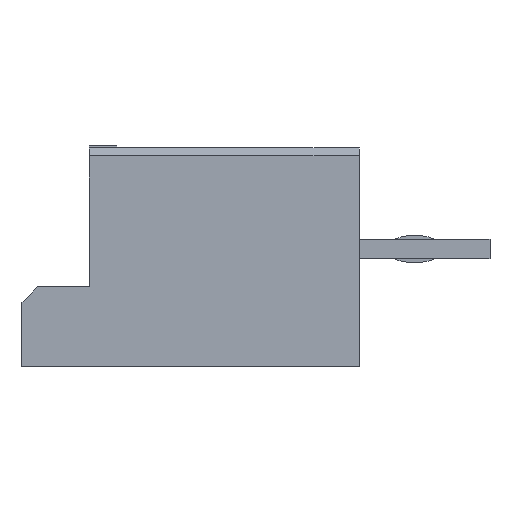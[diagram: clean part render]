
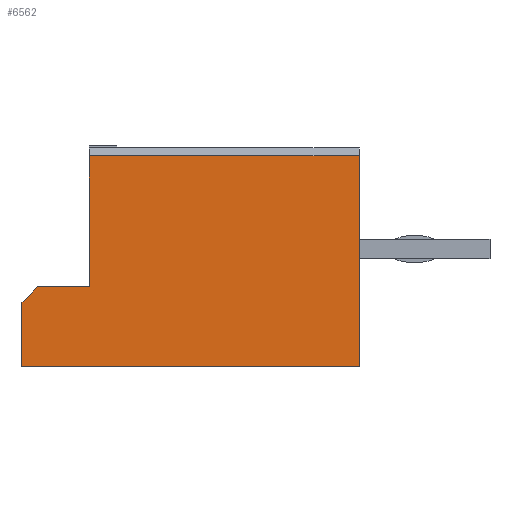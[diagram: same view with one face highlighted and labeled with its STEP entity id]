
A CAD part, left-side view. The second image highlights one B-rep face of the part: STEP entity #6562.
In plain terms, the highlighted planar face has unit normal (-1, 0, 0).
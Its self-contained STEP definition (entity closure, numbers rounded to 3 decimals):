
#45=DIRECTION('',(0.,-1.,0.));
#46=VECTOR('',#45,8.5);
#47=CARTESIAN_POINT('',(-7.15,4.25,-2.75));
#48=LINE('',#47,#46);
#333=DIRECTION('',(0.,0.,1.));
#334=VECTOR('',#333,5.3);
#335=CARTESIAN_POINT('',(-7.15,-4.25,-2.75));
#336=LINE('',#335,#334);
#2237=DIRECTION('',(0.,0.,-1.));
#2238=VECTOR('',#2237,3.3);
#2239=CARTESIAN_POINT('',(-7.15,2.55,2.55));
#2240=LINE('',#2239,#2238);
#2241=DIRECTION('',(0.,0.,1.));
#2242=VECTOR('',#2241,1.6);
#2243=CARTESIAN_POINT('',(-7.15,4.25,-2.75));
#2244=LINE('',#2243,#2242);
#2245=DIRECTION('',(0.,0.707,-0.707));
#2246=VECTOR('',#2245,0.566);
#2247=CARTESIAN_POINT('',(-7.15,3.85,-0.75));
#2248=LINE('',#2247,#2246);
#2249=DIRECTION('',(0.,1.,0.));
#2250=VECTOR('',#2249,1.3);
#2251=CARTESIAN_POINT('',(-7.15,2.55,-0.75));
#2252=LINE('',#2251,#2250);
#2261=DIRECTION('',(0.,-1.,0.));
#2262=VECTOR('',#2261,6.8);
#2263=CARTESIAN_POINT('',(-7.15,2.55,2.55));
#2264=LINE('',#2263,#2262);
#2401=CARTESIAN_POINT('',(-7.15,4.25,-2.75));
#2402=CARTESIAN_POINT('',(-7.15,-4.25,-2.75));
#2403=VERTEX_POINT('',#2401);
#2404=VERTEX_POINT('',#2402);
#2409=CARTESIAN_POINT('',(-7.15,2.55,-0.75));
#2410=CARTESIAN_POINT('',(-7.15,3.85,-0.75));
#2411=VERTEX_POINT('',#2409);
#2412=VERTEX_POINT('',#2410);
#2417=CARTESIAN_POINT('',(-7.15,4.25,-1.15));
#2418=VERTEX_POINT('',#2417);
#2449=CARTESIAN_POINT('',(-7.15,2.55,2.55));
#2450=CARTESIAN_POINT('',(-7.15,-4.25,2.55));
#2451=VERTEX_POINT('',#2449);
#2452=VERTEX_POINT('',#2450);
#6547=CARTESIAN_POINT('',(-7.15,4.25,-2.75));
#6548=DIRECTION('',(-1.,0.,0.));
#6549=DIRECTION('',(0.,-1.,0.));
#6550=AXIS2_PLACEMENT_3D('',#6547,#6548,#6549);
#6551=PLANE('',#6550);
#6552=ORIENTED_EDGE('',*,*,#3383,.F.);
#6554=ORIENTED_EDGE('',*,*,#6553,.T.);
#6555=ORIENTED_EDGE('',*,*,#3584,.F.);
#6556=ORIENTED_EDGE('',*,*,#3200,.F.);
#6557=ORIENTED_EDGE('',*,*,#6135,.T.);
#6558=ORIENTED_EDGE('',*,*,#6098,.F.);
#6559=ORIENTED_EDGE('',*,*,#6053,.F.);
#6560=EDGE_LOOP('',(#6552,#6554,#6555,#6556,#6557,#6558,#6559));
#6561=FACE_OUTER_BOUND('',#6560,.F.);
#6562=ADVANCED_FACE('',(#6561),#6551,.T.);
#3200=EDGE_CURVE('',#2403,#2404,#48,.T.);
#3383=EDGE_CURVE('',#2451,#2411,#2240,.T.);
#3584=EDGE_CURVE('',#2404,#2452,#336,.T.);
#6053=EDGE_CURVE('',#2411,#2412,#2252,.T.);
#6098=EDGE_CURVE('',#2412,#2418,#2248,.T.);
#6135=EDGE_CURVE('',#2403,#2418,#2244,.T.);
#6553=EDGE_CURVE('',#2451,#2452,#2264,.T.);
